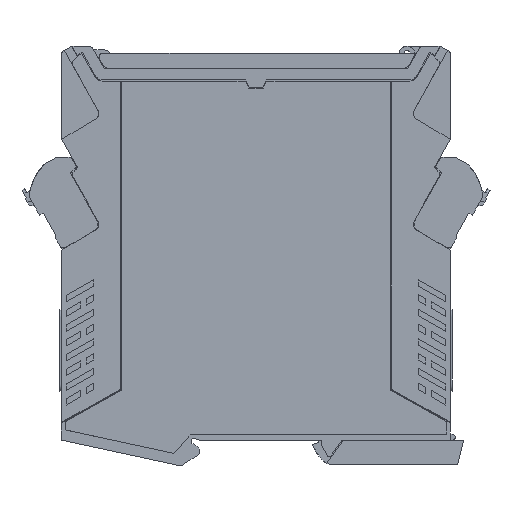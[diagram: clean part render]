
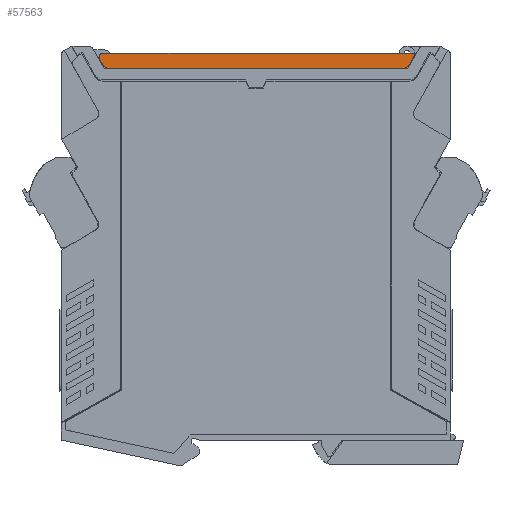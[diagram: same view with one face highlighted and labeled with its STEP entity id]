
A CAD part, left-side view. The second image highlights one B-rep face of the part: STEP entity #57563.
In plain terms, the highlighted planar face has unit normal (-1, 0, 0).
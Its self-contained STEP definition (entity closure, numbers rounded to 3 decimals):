
#56359=AXIS2_PLACEMENT_3D('Circle Axis2P3D',#56357,#56358,$) ;
#57497=AXIS2_PLACEMENT_3D('Circle Axis2P3D',#57495,#57496,$) ;
#57504=AXIS2_PLACEMENT_3D('Circle Axis2P3D',#57502,#57503,$) ;
#57526=AXIS2_PLACEMENT_3D('Plane Axis2P3D',#57523,#57524,#57525) ;
#57530=AXIS2_PLACEMENT_3D('Circle Axis2P3D',#57528,#57529,$) ;
#57542=AXIS2_PLACEMENT_3D('Circle Axis2P3D',#57540,#57541,$) ;
#55720=CARTESIAN_POINT('Vertex',(0.,20.225,112.024)) ;
#55723=CARTESIAN_POINT('Line Origine',(0.,21.059,110.535)) ;
#55727=CARTESIAN_POINT('Vertex',(0.,21.893,109.047)) ;
#55795=CARTESIAN_POINT('Line Origine',(0.,62.694,112.024)) ;
#55799=CARTESIAN_POINT('Vertex',(0.,105.162,112.024)) ;
#56357=CARTESIAN_POINT('Axis2P3D Location',(0.,105.162,111.024)) ;
#56361=CARTESIAN_POINT('Vertex',(0.,106.162,111.024)) ;
#56363=CARTESIAN_POINT('Vertex',(0.,106.035,110.535)) ;
#57495=CARTESIAN_POINT('Axis2P3D Location',(0.,23.638,110.024)) ;
#57499=CARTESIAN_POINT('Vertex',(0.,22.493,108.384)) ;
#57502=CARTESIAN_POINT('Axis2P3D Location',(0.,23.638,110.024)) ;
#57506=CARTESIAN_POINT('Vertex',(0.,23.638,108.024)) ;
#57523=CARTESIAN_POINT('Axis2P3D Location',(0.,63.562,112.024)) ;
#57528=CARTESIAN_POINT('Axis2P3D Location',(0.,105.162,111.024)) ;
#57533=CARTESIAN_POINT('Line Origine',(0.,105.618,109.791)) ;
#57537=CARTESIAN_POINT('Vertex',(0.,105.201,109.047)) ;
#57540=CARTESIAN_POINT('Axis2P3D Location',(0.,103.456,110.024)) ;
#57544=CARTESIAN_POINT('Vertex',(0.,103.456,108.024)) ;
#57547=CARTESIAN_POINT('Line Origine',(0.,63.547,108.024)) ;
#55724=DIRECTION('Vector Direction',(0.,-0.489,0.872)) ;
#55796=DIRECTION('Vector Direction',(0.,1.,0.)) ;
#56358=DIRECTION('Axis2P3D Direction',(-1.,0.,0.)) ;
#57496=DIRECTION('Axis2P3D Direction',(-1.,0.,0.)) ;
#57503=DIRECTION('Axis2P3D Direction',(-1.,0.,0.)) ;
#57524=DIRECTION('Axis2P3D Direction',(-1.,0.,0.)) ;
#57525=DIRECTION('Axis2P3D XDirection',(0.,0.,-1.)) ;
#57529=DIRECTION('Axis2P3D Direction',(-1.,0.,0.)) ;
#57534=DIRECTION('Vector Direction',(0.,0.489,0.872)) ;
#57541=DIRECTION('Axis2P3D Direction',(-1.,0.,0.)) ;
#57548=DIRECTION('Vector Direction',(0.,-1.,0.)) ;
#55725=VECTOR('Line Direction',#55724,1.) ;
#55797=VECTOR('Line Direction',#55796,1.) ;
#57535=VECTOR('Line Direction',#57534,1.) ;
#57549=VECTOR('Line Direction',#57548,1.) ;
#57553=ORIENTED_EDGE('',*,*,#57532,.T.) ;
#57554=ORIENTED_EDGE('',*,*,#56365,.T.) ;
#57555=ORIENTED_EDGE('',*,*,#57539,.T.) ;
#57556=ORIENTED_EDGE('',*,*,#57546,.T.) ;
#57557=ORIENTED_EDGE('',*,*,#57551,.T.) ;
#57558=ORIENTED_EDGE('',*,*,#57508,.T.) ;
#57559=ORIENTED_EDGE('',*,*,#57501,.T.) ;
#57560=ORIENTED_EDGE('',*,*,#55729,.T.) ;
#57561=ORIENTED_EDGE('',*,*,#55801,.T.) ;
#57563=ADVANCED_FACE('COVER',(#57562),#57527,.T.) ;
#56360=CIRCLE('generated circle',#56359,1.) ;
#57498=CIRCLE('generated circle',#57497,2.) ;
#57505=CIRCLE('generated circle',#57504,2.) ;
#57531=CIRCLE('generated circle',#57530,1.) ;
#57543=CIRCLE('generated circle',#57542,2.) ;
#55729=EDGE_CURVE('',#55728,#55721,#55726,.T.) ;
#55801=EDGE_CURVE('',#55721,#55800,#55798,.T.) ;
#56365=EDGE_CURVE('',#56362,#56364,#56360,.T.) ;
#57501=EDGE_CURVE('',#57500,#55728,#57498,.T.) ;
#57508=EDGE_CURVE('',#57507,#57500,#57505,.T.) ;
#57532=EDGE_CURVE('',#55800,#56362,#57531,.T.) ;
#57539=EDGE_CURVE('',#56364,#57538,#57536,.F.) ;
#57546=EDGE_CURVE('',#57538,#57545,#57543,.T.) ;
#57551=EDGE_CURVE('',#57545,#57507,#57550,.T.) ;
#57552=EDGE_LOOP('',(#57553,#57554,#57555,#57556,#57557,#57558,#57559,#57560,#57561)) ;
#57562=FACE_OUTER_BOUND('',#57552,.T.) ;
#55726=LINE('Line',#55723,#55725) ;
#55798=LINE('Line',#55795,#55797) ;
#57536=LINE('Line',#57533,#57535) ;
#57550=LINE('Line',#57547,#57549) ;
#57527=PLANE('',#57526) ;
#55721=VERTEX_POINT('',#55720) ;
#55728=VERTEX_POINT('',#55727) ;
#55800=VERTEX_POINT('',#55799) ;
#56362=VERTEX_POINT('',#56361) ;
#56364=VERTEX_POINT('',#56363) ;
#57500=VERTEX_POINT('',#57499) ;
#57507=VERTEX_POINT('',#57506) ;
#57538=VERTEX_POINT('',#57537) ;
#57545=VERTEX_POINT('',#57544) ;
